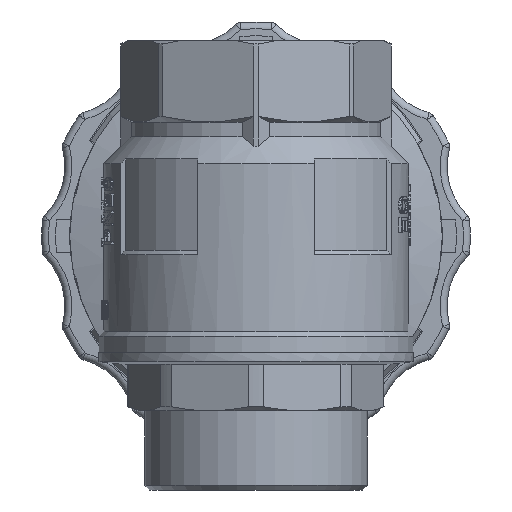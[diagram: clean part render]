
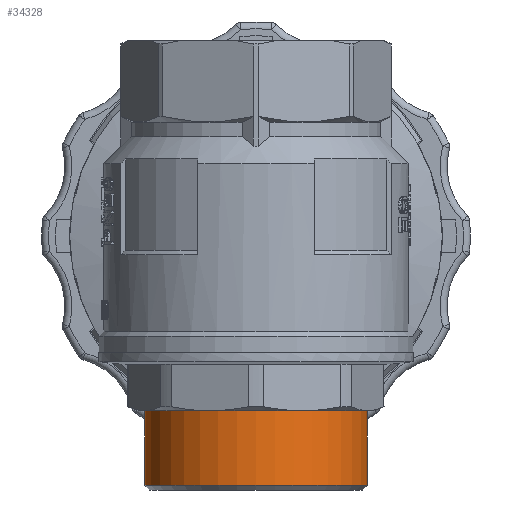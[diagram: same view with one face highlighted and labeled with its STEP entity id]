
A CAD part, front view. The second image highlights one B-rep face of the part: STEP entity #34328.
In plain terms, the highlighted cylindrical face has radius 23.901 mm (diameter 47.803 mm), a full revolution.
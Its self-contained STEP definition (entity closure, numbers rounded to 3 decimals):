
#6548=ORIENTED_EDGE('',*,*,#14761,.T.);
#6549=ORIENTED_EDGE('',*,*,#14723,.T.);
#14723=EDGE_CURVE('',#18857,#18857,#21593,.T.);
#14761=EDGE_CURVE('',#18872,#18872,#21601,.T.);
#18857=VERTEX_POINT('',#49410);
#18872=VERTEX_POINT('',#49823);
#21593=CIRCLE('',#35933,23.902);
#21601=CIRCLE('',#35965,23.902);
#22383=EDGE_LOOP('',(#6548));
#22384=EDGE_LOOP('',(#6549));
#24089=FACE_BOUND('',#22383,.T.);
#24090=FACE_BOUND('',#22384,.T.);
#25765=CYLINDRICAL_SURFACE('',#35964,23.902);
#34328=ADVANCED_FACE('',(#24089,#24090),#25765,.T.);
#35933=AXIS2_PLACEMENT_3D('',#49409,#39913,#39914);
#35964=AXIS2_PLACEMENT_3D('',#49821,#39991,#39992);
#35965=AXIS2_PLACEMENT_3D('',#49822,#39993,#39994);
#39913=DIRECTION('',(0.,0.,-1.));
#39914=DIRECTION('',(-1.,0.,0.));
#39991=DIRECTION('',(0.,0.,-1.));
#39992=DIRECTION('',(-1.,0.,0.));
#39993=DIRECTION('',(0.,0.,1.));
#39994=DIRECTION('',(1.,0.,0.));
#49409=CARTESIAN_POINT('',(0.,0.,-15.));
#49410=CARTESIAN_POINT('',(-23.902,0.,-15.));
#49821=CARTESIAN_POINT('',(0.,0.,-15.));
#49822=CARTESIAN_POINT('',(0.,0.,-31.));
#49823=CARTESIAN_POINT('',(23.902,0.,-31.));
